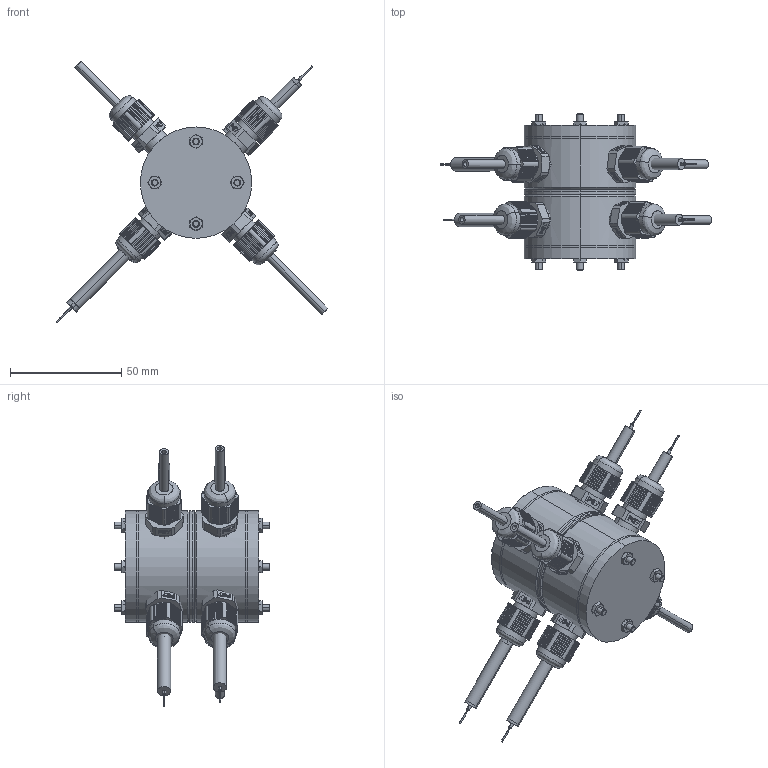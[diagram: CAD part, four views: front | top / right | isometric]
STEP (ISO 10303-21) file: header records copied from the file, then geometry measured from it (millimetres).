
FILE_DESCRIPTION (( 'STEP AP214' ), '1' );
FILE_NAME ('Flow_cell_1a.STEP', '2023-09-18T08:14:36', ( '' ), ( '' ), 'SwSTEP 2.0', 'SolidWorks 2021', '' );
FILE_SCHEMA (( 'AUTOMOTIVE_DESIGN' ));
Length unit declared in the file: millimetre
Products named in the file (15): reference_electrode; PG7 cable gland; electrode_p1; Part3; Part2; electrode_p5; M3_70; Part1; electrode_p3; hex thin nut chamfered gradeab_iso_ISO - 4035 - M3 - N; Flow_cell_1a; counter_electrode; tube; electrode_p2; electrode_p4
Assembly tree (42 placements, depth 3):
  Flow_cell_1a
    Part2  x4
    Part1  x2
    PG7 cable gland  x8
    tube  x4
    Part3  x2
    counter_electrode  x2
      electrode_p4
      electrode_p5
      electrode_p3
    reference_electrode  x2
      electrode_p2
      electrode_p1
      electrode_p3
    M3_70  x4
    hex thin nut chamfered gradeab_iso_ISO - 4035 - M3 - N  x8
Bounding box: 122.05 x 70 x 117.29 mm (x, y, z)
Volume: 115879 mm3; surface area: 78513.3 mm2
Topology: 44 solids, 44 shells, 3050 faces, 8162 edges, 5340 vertices
Faces by surface type: plane 1966, bspline 452, cylinder 396, cone 196, torus 38, sphere 2
Entity records: 25675 total; most frequent: CARTESIAN_POINT 9658, ORIENTED_EDGE 2536, DIRECTION 2312, EDGE_CURVE 1268, VECTOR 836, LINE 836, VERTEX_POINT 821, AXIS2_PLACEMENT_3D 738
